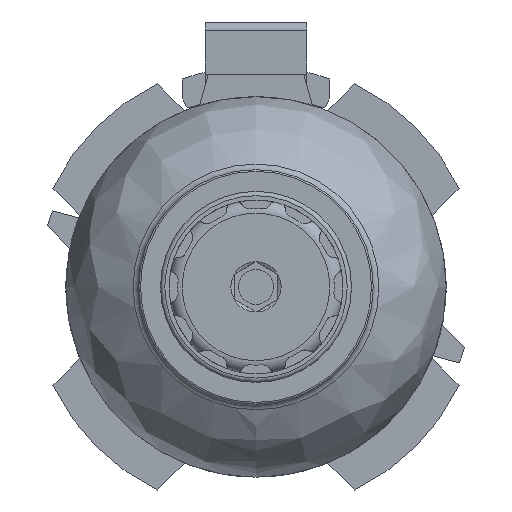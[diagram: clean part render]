
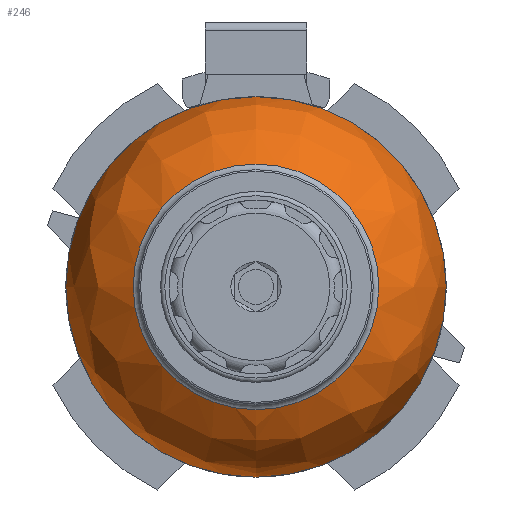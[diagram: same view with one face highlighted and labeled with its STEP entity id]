
A CAD part, front view. The second image highlights one B-rep face of the part: STEP entity #246.
In plain terms, the highlighted free-form (B-spline) face has degree [3, 3] with [4, 7] control points.
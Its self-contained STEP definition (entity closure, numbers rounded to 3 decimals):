
#246 = ADVANCED_FACE( '', ( #575, #576 ), #577, .T. );
#575 = FACE_OUTER_BOUND( '', #1142, .T. );
#576 = FACE_OUTER_BOUND( '', #1143, .T. );
#577 = ( BOUNDED_SURFACE(  )B_SPLINE_SURFACE( 3, 3, ( ( #1146, #1147, #1148, #1149, #1150, #1151, #1152 ), ( #1153, #1154, #1155, #1156, #1157, #1158, #1159 ), ( #1160, #1161, #1162, #1163, #1164, #1165, #1166 ), ( #1167, #1168, #1169, #1170, #1171, #1172, #1173 ) ), .UNSPECIFIED., .F., .T., .F. )B_SPLINE_SURFACE_WITH_KNOTS( ( 4, 4 ), ( 4, 3, 4 ), ( 0., 6.283 ), ( 0., 0.605, 1.209 ), .UNSPECIFIED. )GEOMETRIC_REPRESENTATION_ITEM(  )RATIONAL_B_SPLINE_SURFACE( ( ( 1., 0.333, 0.333, 1., 0.333, 0.333, 1. ), ( 0.882, 0.294, 0.294, 0.882, 0.294, 0.294, 0.882 ), ( 0.882, 0.294, 0.294, 0.882, 0.294, 0.294, 0.882 ), ( 1., 0.333, 0.333, 1., 0.333, 0.333, 1. ) ) )REPRESENTATION_ITEM( '' )SURFACE(  ) );
#1142 = EDGE_LOOP( '', ( #1932 ) );
#1143 = EDGE_LOOP( '', ( #1933 ) );
#1146 = CARTESIAN_POINT( '', ( 0., 10.276, -14.146 ) );
#1147 = CARTESIAN_POINT( '', ( 28.292, 10.276, -14.146 ) );
#1148 = CARTESIAN_POINT( '', ( 28.292, 10.276, 14.146 ) );
#1149 = CARTESIAN_POINT( '', ( 0., 10.276, 14.146 ) );
#1150 = CARTESIAN_POINT( '', ( -28.292, 10.276, 14.146 ) );
#1151 = CARTESIAN_POINT( '', ( -28.292, 10.276, -14.146 ) );
#1152 = CARTESIAN_POINT( '', ( 0., 10.276, -14.146 ) );
#1153 = CARTESIAN_POINT( '', ( 0., 12.101, -18.969 ) );
#1154 = CARTESIAN_POINT( '', ( 37.938, 12.101, -18.969 ) );
#1155 = CARTESIAN_POINT( '', ( 37.938, 12.101, 18.969 ) );
#1156 = CARTESIAN_POINT( '', ( 0., 12.101, 18.969 ) );
#1157 = CARTESIAN_POINT( '', ( -37.938, 12.101, 18.969 ) );
#1158 = CARTESIAN_POINT( '', ( -37.938, 12.101, -18.969 ) );
#1159 = CARTESIAN_POINT( '', ( 0., 12.101, -18.969 ) );
#1160 = CARTESIAN_POINT( '', ( 0., 16.343, -21.9 ) );
#1161 = CARTESIAN_POINT( '', ( 43.8, 16.343, -21.9 ) );
#1162 = CARTESIAN_POINT( '', ( 43.8, 16.343, 21.9 ) );
#1163 = CARTESIAN_POINT( '', ( 0., 16.343, 21.9 ) );
#1164 = CARTESIAN_POINT( '', ( -43.8, 16.343, 21.9 ) );
#1165 = CARTESIAN_POINT( '', ( -43.8, 16.343, -21.9 ) );
#1166 = CARTESIAN_POINT( '', ( 0., 16.343, -21.9 ) );
#1167 = CARTESIAN_POINT( '', ( 0., 21.5, -21.9 ) );
#1168 = CARTESIAN_POINT( '', ( 43.8, 21.5, -21.9 ) );
#1169 = CARTESIAN_POINT( '', ( 43.8, 21.5, 21.9 ) );
#1170 = CARTESIAN_POINT( '', ( 0., 21.5, 21.9 ) );
#1171 = CARTESIAN_POINT( '', ( -43.8, 21.5, 21.9 ) );
#1172 = CARTESIAN_POINT( '', ( -43.8, 21.5, -21.9 ) );
#1173 = CARTESIAN_POINT( '', ( 0., 21.5, -21.9 ) );
#1932 = ORIENTED_EDGE( '', *, *, #3785, .T. );
#1933 = ORIENTED_EDGE( '', *, *, #3827, .F. );
#3785 = EDGE_CURVE( '', #4492, #4492, #4493, .T. );
#3827 = EDGE_CURVE( '', #4569, #4569, #4570, .T. );
#4492 = VERTEX_POINT( '', #5631 );
#4493 = CIRCLE( '', #5632, 21.9 );
#4569 = VERTEX_POINT( '', #5727 );
#4570 = CIRCLE( '', #5728, 14.146 );
#5631 = CARTESIAN_POINT( '', ( 0., 21.5, -21.9 ) );
#5632 = AXIS2_PLACEMENT_3D( '', #7695, #7696, #7697 );
#5727 = CARTESIAN_POINT( '', ( 0., 10.276, -14.146 ) );
#5728 = AXIS2_PLACEMENT_3D( '', #7783, #7784, #7785 );
#7695 = CARTESIAN_POINT( '', ( 0., 21.5, 0. ) );
#7696 = DIRECTION( '', ( 0., -1., 0. ) );
#7697 = DIRECTION( '', ( 0., 0., -1. ) );
#7783 = CARTESIAN_POINT( '', ( 0., 10.276, 0. ) );
#7784 = DIRECTION( '', ( 0., -1., 0. ) );
#7785 = DIRECTION( '', ( 0., 0., -1. ) );
